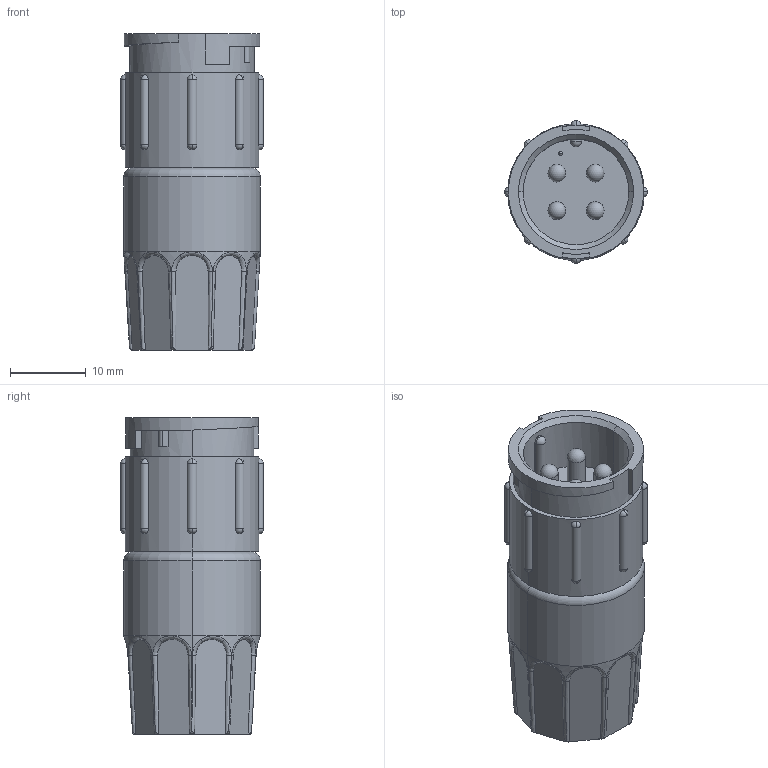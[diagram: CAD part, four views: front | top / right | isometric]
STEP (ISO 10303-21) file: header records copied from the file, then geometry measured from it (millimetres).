
FILE_DESCRIPTION (( 'STEP AP203' ), '1' );
FILE_NAME ('5182-4PG-321.STEP', '2014-05-13T21:31:01', ( '' ), ( '' ), 'SwSTEP 2.0', 'SolidWorks 2014', '' );
FILE_SCHEMA (( 'CONFIG_CONTROL_DESIGN' ));
Length unit declared in the file: inch
Products named in the file (1): 5182-4PG-321
Bounding box: 18.92 x 18.92 x 41.91 mm (x, y, z)
Volume: 8381.5 mm3; surface area: 3676.4 mm2
Topology: 1 solids, 1 shells, 203 faces, 598 edges, 371 vertices
Faces by surface type: bspline 52, cylinder 48, sphere 39, plane 34, cone 15, torus 15
Entity records: 8660 total; most frequent: CARTESIAN_POINT 4336, ORIENTED_EDGE 1024, DIRECTION 707, EDGE_CURVE 512, VERTEX_POINT 328, AXIS2_PLACEMENT_3D 305, B_SPLINE_CURVE_WITH_KNOTS 224, EDGE_LOOP 220
